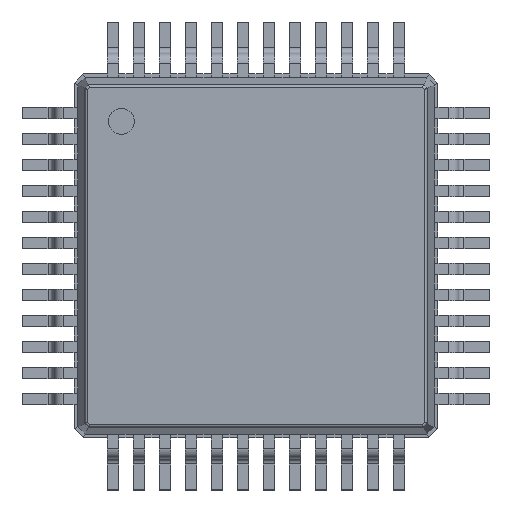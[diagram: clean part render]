
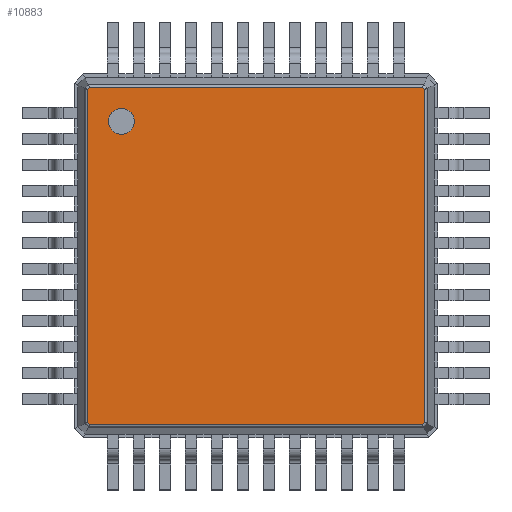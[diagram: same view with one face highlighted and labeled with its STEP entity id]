
A CAD part, top view. The second image highlights one B-rep face of the part: STEP entity #10883.
In plain terms, the highlighted planar face has unit normal (0, 0, 1).
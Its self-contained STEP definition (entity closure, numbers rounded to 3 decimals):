
#5125 = VERTEX_POINT('',#5126);
#5126 = CARTESIAN_POINT('',(-3.202,3.246,1.5));
#5416 = EDGE_CURVE('',#5125,#5417,#5419,.T.);
#5417 = VERTEX_POINT('',#5418);
#5418 = CARTESIAN_POINT('',(3.202,3.246,1.5));
#5419 = B_SPLINE_CURVE_WITH_KNOTS('',2,(#5420,#5421,#5422,#5423,#5424),
.UNSPECIFIED.,.F.,.F.,(3,1,1,3),(-0.356,-0.04,
6.477,6.792),.UNSPECIFIED.);
#5420 = CARTESIAN_POINT('',(-3.574,3.246,1.5));
#5421 = CARTESIAN_POINT('',(-3.416,3.246,1.5));
#5422 = CARTESIAN_POINT('',(0.,3.246,1.5));
#5423 = CARTESIAN_POINT('',(3.416,3.246,1.5));
#5424 = CARTESIAN_POINT('',(3.574,3.246,1.5));
#9866 = EDGE_CURVE('',#5417,#9867,#9869,.T.);
#9867 = VERTEX_POINT('',#9868);
#9868 = CARTESIAN_POINT('',(3.246,3.202,1.5));
#9869 = B_SPLINE_CURVE_WITH_KNOTS('',2,(#9870,#9871,#9872,#9873,#9874),
.UNSPECIFIED.,.F.,.F.,(3,1,1,3),(-0.161,-0.04,
0.137,0.258),.UNSPECIFIED.);
#9870 = CARTESIAN_POINT('',(3.076,3.372,1.5));
#9871 = CARTESIAN_POINT('',(3.119,3.33,1.5));
#9872 = CARTESIAN_POINT('',(3.224,3.224,1.5));
#9873 = CARTESIAN_POINT('',(3.33,3.119,1.5));
#9874 = CARTESIAN_POINT('',(3.372,3.076,1.5));
#10187 = VERTEX_POINT('',#10188);
#10188 = CARTESIAN_POINT('',(-3.246,3.202,1.5));
#10858 = EDGE_CURVE('',#10187,#5125,#10859,.T.);
#10859 = B_SPLINE_CURVE_WITH_KNOTS('',2,(#10860,#10861,#10862,#10863,
#10864),.UNSPECIFIED.,.F.,.F.,(3,1,1,3),(-0.161,
-0.04,0.137,0.258),.UNSPECIFIED.);
#10860 = CARTESIAN_POINT('',(-3.372,3.076,1.5));
#10861 = CARTESIAN_POINT('',(-3.33,3.119,1.5));
#10862 = CARTESIAN_POINT('',(-3.224,3.224,1.5));
#10863 = CARTESIAN_POINT('',(-3.119,3.33,1.5));
#10864 = CARTESIAN_POINT('',(-3.076,3.372,1.5));
#10883 = ADVANCED_FACE('',(#10884,#10937),#10948,.T.);
#10884 = FACE_BOUND('',#10885,.T.);
#10885 = EDGE_LOOP('',(#10886,#10896,#10897,#10898,#10899,#10909,#10919,
#10929));
#10886 = ORIENTED_EDGE('',*,*,#10887,.F.);
#10887 = EDGE_CURVE('',#9867,#10888,#10890,.T.);
#10888 = VERTEX_POINT('',#10889);
#10889 = CARTESIAN_POINT('',(3.246,-3.202,1.5));
#10890 = B_SPLINE_CURVE_WITH_KNOTS('',2,(#10891,#10892,#10893,#10894,
#10895),.UNSPECIFIED.,.F.,.F.,(3,1,1,3),(-0.356,
-0.04,6.477,6.792),.UNSPECIFIED.);
#10891 = CARTESIAN_POINT('',(3.246,3.574,1.5));
#10892 = CARTESIAN_POINT('',(3.246,3.416,1.5));
#10893 = CARTESIAN_POINT('',(3.246,0.,1.5));
#10894 = CARTESIAN_POINT('',(3.246,-3.416,1.5));
#10895 = CARTESIAN_POINT('',(3.246,-3.574,1.5));
#10896 = ORIENTED_EDGE('',*,*,#9866,.F.);
#10897 = ORIENTED_EDGE('',*,*,#5416,.F.);
#10898 = ORIENTED_EDGE('',*,*,#10858,.F.);
#10899 = ORIENTED_EDGE('',*,*,#10900,.F.);
#10900 = EDGE_CURVE('',#10901,#10187,#10903,.T.);
#10901 = VERTEX_POINT('',#10902);
#10902 = CARTESIAN_POINT('',(-3.246,-3.202,1.5));
#10903 = B_SPLINE_CURVE_WITH_KNOTS('',2,(#10904,#10905,#10906,#10907,
#10908),.UNSPECIFIED.,.F.,.F.,(3,1,1,3),(-0.356,
-0.04,6.477,6.792),.UNSPECIFIED.);
#10904 = CARTESIAN_POINT('',(-3.246,-3.574,1.5));
#10905 = CARTESIAN_POINT('',(-3.246,-3.416,1.5));
#10906 = CARTESIAN_POINT('',(-3.246,0.,1.5));
#10907 = CARTESIAN_POINT('',(-3.246,3.416,1.5));
#10908 = CARTESIAN_POINT('',(-3.246,3.574,1.5));
#10909 = ORIENTED_EDGE('',*,*,#10910,.F.);
#10910 = EDGE_CURVE('',#10911,#10901,#10913,.T.);
#10911 = VERTEX_POINT('',#10912);
#10912 = CARTESIAN_POINT('',(-3.202,-3.246,1.5));
#10913 = B_SPLINE_CURVE_WITH_KNOTS('',2,(#10914,#10915,#10916,#10917,
#10918),.UNSPECIFIED.,.F.,.F.,(3,1,1,3),(-0.161,
-0.04,0.137,0.258),.UNSPECIFIED.);
#10914 = CARTESIAN_POINT('',(-3.076,-3.372,1.5));
#10915 = CARTESIAN_POINT('',(-3.119,-3.33,1.5));
#10916 = CARTESIAN_POINT('',(-3.224,-3.224,1.5));
#10917 = CARTESIAN_POINT('',(-3.33,-3.119,1.5));
#10918 = CARTESIAN_POINT('',(-3.372,-3.076,1.5));
#10919 = ORIENTED_EDGE('',*,*,#10920,.F.);
#10920 = EDGE_CURVE('',#10921,#10911,#10923,.T.);
#10921 = VERTEX_POINT('',#10922);
#10922 = CARTESIAN_POINT('',(3.202,-3.246,1.5));
#10923 = B_SPLINE_CURVE_WITH_KNOTS('',2,(#10924,#10925,#10926,#10927,
#10928),.UNSPECIFIED.,.F.,.F.,(3,1,1,3),(-0.356,
-0.04,6.477,6.792),.UNSPECIFIED.);
#10924 = CARTESIAN_POINT('',(3.574,-3.246,1.5));
#10925 = CARTESIAN_POINT('',(3.416,-3.246,1.5));
#10926 = CARTESIAN_POINT('',(0.,-3.246,1.5));
#10927 = CARTESIAN_POINT('',(-3.416,-3.246,1.5));
#10928 = CARTESIAN_POINT('',(-3.574,-3.246,1.5));
#10929 = ORIENTED_EDGE('',*,*,#10930,.F.);
#10930 = EDGE_CURVE('',#10888,#10921,#10931,.T.);
#10931 = B_SPLINE_CURVE_WITH_KNOTS('',2,(#10932,#10933,#10934,#10935,
#10936),.UNSPECIFIED.,.F.,.F.,(3,1,1,3),(-0.161,
-0.04,0.137,0.258),.UNSPECIFIED.);
#10932 = CARTESIAN_POINT('',(3.372,-3.076,1.5));
#10933 = CARTESIAN_POINT('',(3.33,-3.119,1.5));
#10934 = CARTESIAN_POINT('',(3.224,-3.224,1.5));
#10935 = CARTESIAN_POINT('',(3.119,-3.33,1.5));
#10936 = CARTESIAN_POINT('',(3.076,-3.372,1.5));
#10937 = FACE_BOUND('',#10938,.T.);
#10938 = EDGE_LOOP('',(#10939));
#10939 = ORIENTED_EDGE('',*,*,#10940,.F.);
#10940 = EDGE_CURVE('',#10941,#10941,#10943,.T.);
#10941 = VERTEX_POINT('',#10942);
#10942 = CARTESIAN_POINT('',(-2.587,2.337,1.5));
#10943 = CIRCLE('',#10944,0.25);
#10944 = AXIS2_PLACEMENT_3D('',#10945,#10946,#10947);
#10945 = CARTESIAN_POINT('',(-2.587,2.587,1.5));
#10946 = DIRECTION('',(0.,0.,1.));
#10947 = DIRECTION('',(0.,-1.,0.));
#10948 = PLANE('',#10949);
#10949 = AXIS2_PLACEMENT_3D('',#10950,#10951,#10952);
#10950 = CARTESIAN_POINT('',(-3.218,3.287,1.5));
#10951 = DIRECTION('',(0.,0.,1.));
#10952 = DIRECTION('',(0.7,-0.715,0.));
